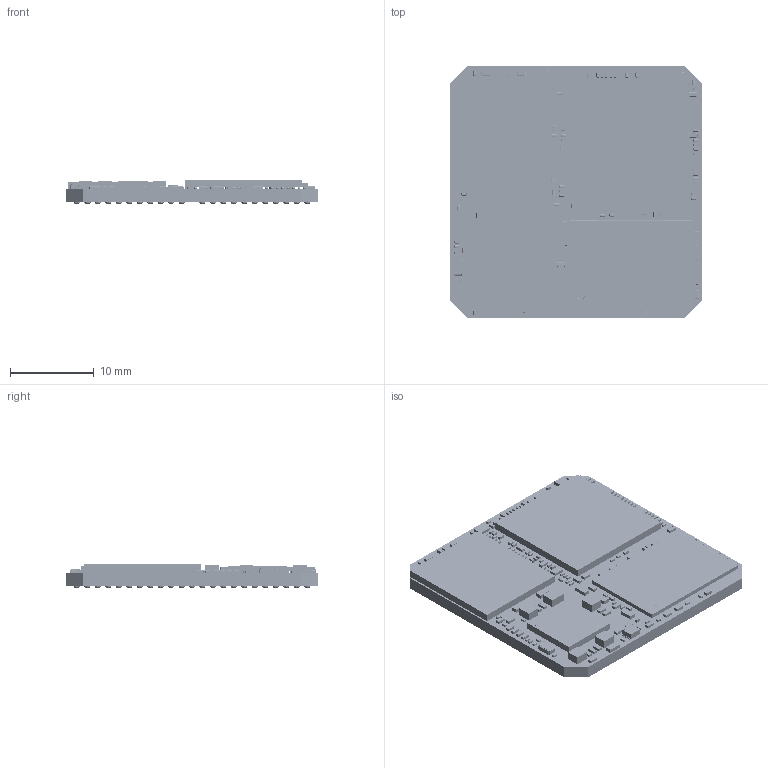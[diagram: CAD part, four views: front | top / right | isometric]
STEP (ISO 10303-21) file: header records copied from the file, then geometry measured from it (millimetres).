
FILE_DESCRIPTION(('Open CASCADE Model'),'2;1');
FILE_NAME('Open CASCADE Shape Model','2022-05-06T17:13:05',('Author'),( 'Open CASCADE'),'Open CASCADE STEP processor 6.8','Open CASCADE 6.8' ,'Unknown');
FILE_SCHEMA(('AUTOMOTIVE_DESIGN { 1 0 10303 214 1 1 1 1 }'));
Length unit declared in the file: millimetre
Products named in the file (438): PCB; BoardCM007; Open CASCADE STEP translator 6.8 2.1.1; C115CM007; 8480663840; Terminal; Open_CASCADE_STEP_translator_6.8_2.1.1; Open_CASCADE_STEP_translator_6.8_2.1.2; Mid_Body; Open_CASCADE_STEP_translator_6.8_2.2.1; R44CM007; 8644575168; Extruded; 8644574928; R36CM007; 8644574768; R40CM007; R37CM007; R38CM007; CR_0603; R43CM007; R35CM007; R34CM007; IC5CM007; 8644576288; C116CM007; 8480663680; R23CM007; R21CM007; R20CM007; R18CM007; R17CM007; R9CM007; L6CM007; WE-MAPI_1610_(rev1); body_SSMC_161610-XXX-SA; land_pattern_SSMC_161610-XXX-SA; C114CM007; CC_0603; C113CM007 ...
Assembly tree (1053 placements, depth 5):
  PCB
    BoardCM007
      Open CASCADE STEP translator 6.8 2.1.1
    C115CM007
      8480663840
        Terminal
          Open_CASCADE_STEP_translator_6.8_2.1.1
          Open_CASCADE_STEP_translator_6.8_2.1.2
        Mid_Body
          Open_CASCADE_STEP_translator_6.8_2.2.1
    R44CM007
      8644575168  x2
        Extruded
      8644574928
        Extruded
    R36CM007
      8644574928
        Extruded
      8644574768  x2
        Extruded
    R40CM007
      8644574928
        Extruded
      8644574768  x2
        Extruded
    R37CM007
      8644574768  x2
        Extruded
      8644574928
        Extruded
    R38CM007
      CR_0603
    R43CM007
      8644574928
        Extruded
      8644574768  x2
        Extruded
    R35CM007
      8644575168  x2
        Extruded
      8644574928
        Extruded
    R34CM007
      8644574928
        Extruded
      8644575168  x2
        Extruded
    IC5CM007
      8644576288
        Extruded
    C116CM007
      8480663680
        Terminal
          Open_CASCADE_STEP_translator_6.8_2.1.1
          Open_CASCADE_STEP_translator_6.8_2.1.2
        Mid_Body
          Open_CASCADE_STEP_translator_6.8_2.2.1
    R23CM007
      8644574928
        Extruded
Bounding box: 30 x 30 x 2.95 mm (x, y, z)
Volume: 1871.4 mm3; surface area: 4361.6 mm2
Topology: 998 solids, 999 shells, 8164 faces, 18395 edges, 9897 vertices
Faces by surface type: plane 3698, cylinder 2269, sphere 889, revolution 664, bspline 644
Full cylindrical faces by diameter (mm): 0.194 x1, 0.4 x1, 0.8 x1
Entity records: 58783 total; most frequent: CARTESIAN_POINT 16036, DIRECTION 5917, ORIENTED_EDGE 4747, EDGE_CURVE 2374, AXIS2_PLACEMENT_3D 2355, VERTEX_POINT 1652, PRODUCT_DEFINITION_SHAPE 1491, FACE_BOUND 1263
